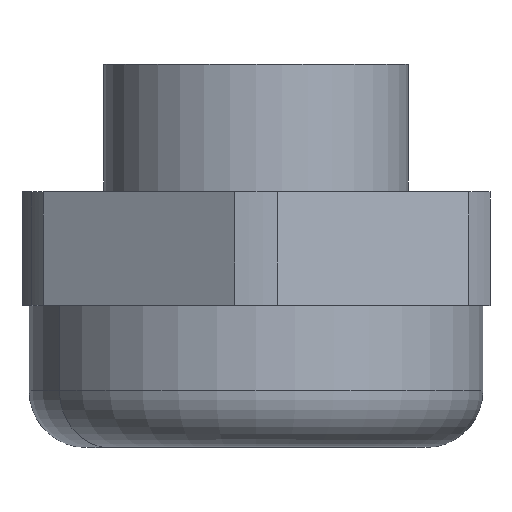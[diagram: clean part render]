
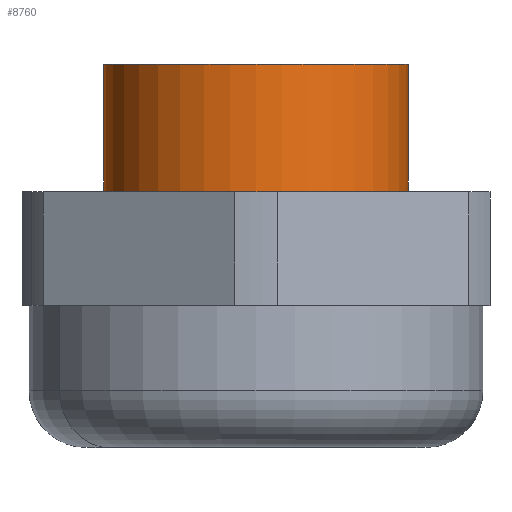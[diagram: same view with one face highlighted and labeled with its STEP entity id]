
A CAD part, top view. The second image highlights one B-rep face of the part: STEP entity #8760.
In plain terms, the highlighted cylindrical face has radius 10.75 mm (diameter 21.5 mm), a partial arc.
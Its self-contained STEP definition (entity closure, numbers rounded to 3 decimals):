
#8170=CARTESIAN_POINT('',(40.164,66.075,-41.24));
#8180=DIRECTION('',(0.,0.,1.));
#8190=DIRECTION('',(0.866,-0.5,-0.));
#8200=AXIS2_PLACEMENT_3D('',#8170,#8180,#8190);
#8210=CIRCLE('',#8200,10.75);
#8220=CARTESIAN_POINT('',(49.474,60.7,-41.24))
;
#8230=VERTEX_POINT('',#8220);
#8240=CARTESIAN_POINT('',(30.855,71.45,-41.24))
;
#8250=VERTEX_POINT('',#8240);
#8280=EDGE_CURVE('',#8250,#8230,#8210,.T.);
#8450=CARTESIAN_POINT('',(40.164,66.075,-33.24));
#8460=DIRECTION('',(0.,0.,1.));
#8470=DIRECTION('',(0.866,-0.5,-0.));
#8480=AXIS2_PLACEMENT_3D('',#8450,#8460,#8470);
#8490=CYLINDRICAL_SURFACE('',#8480,10.75);
#8500=CARTESIAN_POINT('',(30.855,71.45,-33.24))
;
#8510=DIRECTION('',(0.,0.,1.));
#8520=VECTOR('',#8510,1.);
#8530=LINE('',#8500,#8520);
#8540=CARTESIAN_POINT('',(30.855,71.45,-25.24))
;
#8550=VERTEX_POINT('',#8540);
#8560=EDGE_CURVE('',#8250,#8550,#8530,.T.);
#8570=ORIENTED_EDGE('',*,*,#8560,.F.);
#8580=CARTESIAN_POINT('',(40.164,66.075,-25.24));
#8590=DIRECTION('',(0.,0.,1.));
#8600=DIRECTION('',(0.866,-0.5,-0.));
#8610=AXIS2_PLACEMENT_3D('',#8580,#8590,#8600);
#8620=CIRCLE('',#8610,10.75);
#8630=CARTESIAN_POINT('',(49.474,60.7,-25.24))
;
#8640=VERTEX_POINT('',#8630);
#8650=EDGE_CURVE('',#8550,#8640,#8620,.T.);
#8660=ORIENTED_EDGE('',*,*,#8650,.F.);
#8670=CARTESIAN_POINT('',(49.474,60.7,-33.24))
;
#8680=DIRECTION('',(0.,0.,1.));
#8690=VECTOR('',#8680,1.);
#8700=LINE('',#8670,#8690);
#8710=EDGE_CURVE('',#8230,#8640,#8700,.T.);
#8720=ORIENTED_EDGE('',*,*,#8710,.T.);
#8730=ORIENTED_EDGE('',*,*,#8280,.T.);
#8740=EDGE_LOOP('',(#8730,#8720,#8660,#8570));
#8750=FACE_OUTER_BOUND('',#8740,.T.);
#8760=ADVANCED_FACE('',(#8750),#8490,.T.);
